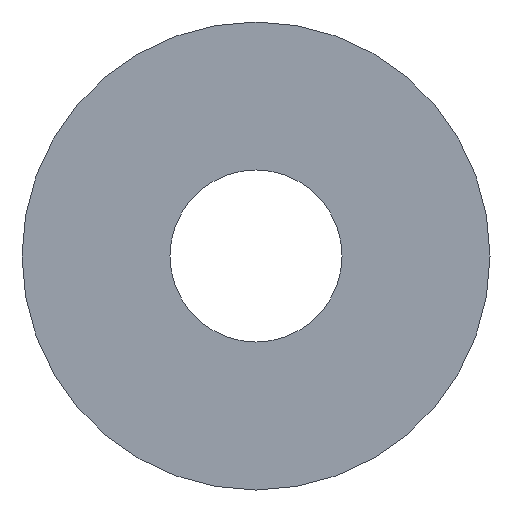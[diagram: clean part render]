
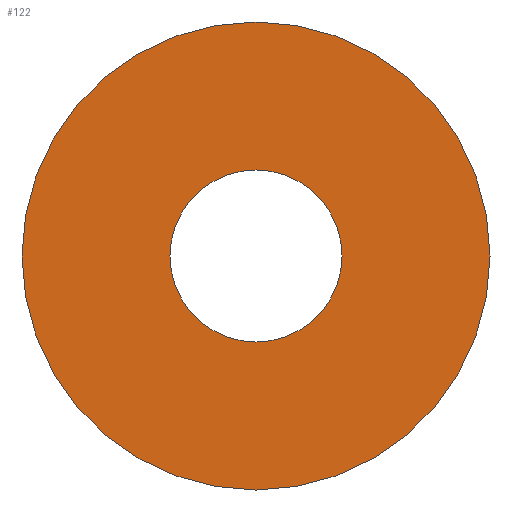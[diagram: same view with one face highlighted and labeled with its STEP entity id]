
A CAD part, left-side view. The second image highlights one B-rep face of the part: STEP entity #122.
In plain terms, the highlighted planar face has unit normal (-1, 0, 0).
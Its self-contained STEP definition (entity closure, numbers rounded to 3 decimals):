
#19=PLANE($,#145);
#29=FACE_BOUND($,#58,.T.);
#30=FACE_BOUND($,#59,.T.);
#58=EDGE_LOOP($,(#108));
#59=EDGE_LOOP($,(#109));
#67=CIRCLE($,#140,34.);
#69=CIRCLE($,#143,12.5);
#77=VERTEX_POINT($,#210);
#79=VERTEX_POINT($,#215);
#87=EDGE_CURVE($,#77,#77,#67,.T.);
#89=EDGE_CURVE($,#79,#79,#69,.T.);
#108=ORIENTED_EDGE($,*,*,#89,.F.);
#109=ORIENTED_EDGE($,*,*,#87,.T.);
#122=ADVANCED_FACE($,(#29,#30),#19,.T.);
#140=AXIS2_PLACEMENT_3D($,#211,#176,#177);
#143=AXIS2_PLACEMENT_3D($,#216,#182,#183);
#145=AXIS2_PLACEMENT_3D($,#218,#186,#187);
#176=DIRECTION('center_axis',(-1.,0.,0.));
#177=DIRECTION('ref_axis',(0.,-1.,0.));
#182=DIRECTION('center_axis',(-1.,0.,0.));
#183=DIRECTION('ref_axis',(0.,-1.,0.));
#186=DIRECTION('center_axis',(-1.,0.,0.));
#187=DIRECTION('ref_axis',(0.,0.,1.));
#210=CARTESIAN_POINT('',(0.,-34.,0.));
#211=CARTESIAN_POINT('Origin',(0.,0.,
0.));
#215=CARTESIAN_POINT('',(0.,-12.5,0.));
#216=CARTESIAN_POINT('Origin',(0.,0.,
0.));
#218=CARTESIAN_POINT('Origin',(0.,-23.25,0.));
